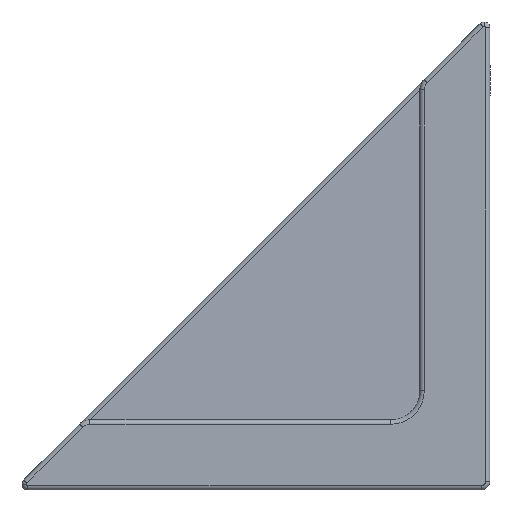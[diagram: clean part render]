
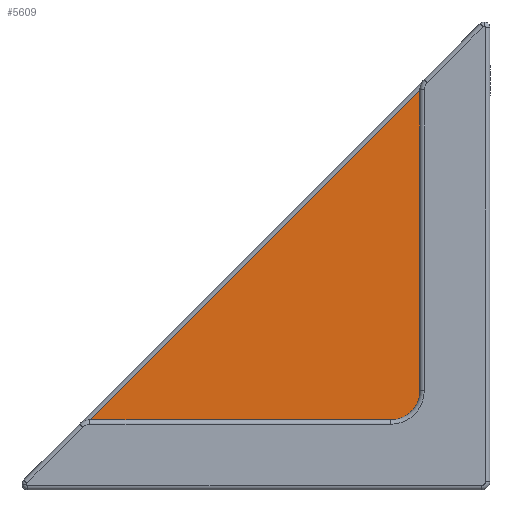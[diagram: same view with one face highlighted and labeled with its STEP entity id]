
A CAD part, left-side view. The second image highlights one B-rep face of the part: STEP entity #5609.
In plain terms, the highlighted planar face has unit normal (-1, 0.012, 0.012).
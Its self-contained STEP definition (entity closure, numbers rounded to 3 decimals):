
#218 = VECTOR ( 'NONE', #6113, 1000. ) ;
#957 = LINE ( 'NONE', #2555, #6231 ) ;
#1099 = DIRECTION ( 'NONE',  ( -0.012, -1., 0. ) ) ;
#1242 = DIRECTION ( 'NONE',  ( -1., 0.012, 0.012 ) ) ;
#1256 = VERTEX_POINT ( 'NONE', #4749 ) ;
#1690 = AXIS2_PLACEMENT_3D ( 'NONE', #3893, #1242, #3378 ) ;
#1758 = PLANE ( 'NONE',  #1690 ) ;
#2000 = LINE ( 'NONE', #3726, #2522 ) ;
#2170 = EDGE_CURVE ( 'NONE', #4509, #1256, #2000, .T. ) ;
#2434 = LINE ( 'NONE', #3980, #218 ) ;
#2522 = VECTOR ( 'NONE', #1099, 1000. ) ;
#2555 = CARTESIAN_POINT ( 'NONE',  ( -3.986, 8.981, 155.117 ) ) ;
#2770 = FACE_OUTER_BOUND ( 'NONE', #6288, .T. ) ;
#2927 = CARTESIAN_POINT ( 'NONE',  ( -4.026, 151.934, 8.981 ) ) ;
#3378 = DIRECTION ( 'NONE',  ( 0.012, 0., 1. ) ) ;
#3528 = ORIENTED_EDGE ( 'NONE', *, *, #4008, .T. ) ;
#3584 = EDGE_CURVE ( 'NONE', #4509, #6169, #2434, .T. ) ;
#3726 = CARTESIAN_POINT ( 'NONE',  ( -4.026, 151.934, 8.981 ) ) ;
#3893 = CARTESIAN_POINT ( 'NONE',  ( -4., 81.5, 81.5 ) ) ;
#3980 = CARTESIAN_POINT ( 'NONE',  ( -4.026, 80.458, 80.458 ) ) ;
#4008 = EDGE_CURVE ( 'NONE', #1256, #6169, #957, .T. ) ;
#4509 = VERTEX_POINT ( 'NONE', #2927 ) ;
#4749 = CARTESIAN_POINT ( 'NONE',  ( -5.79, 8.981, 8.981 ) ) ;
#5332 = DIRECTION ( 'NONE',  ( 0.012, 0., 1. ) ) ;
#5609 = ADVANCED_FACE ( 'NONE', ( #2770 ), #1758, .T. ) ;
#5954 = ORIENTED_EDGE ( 'NONE', *, *, #3584, .F. ) ;
#6113 = DIRECTION ( 'NONE',  ( 0., -0.707, 0.707 ) ) ;
#6169 = VERTEX_POINT ( 'NONE', #6716 ) ;
#6231 = VECTOR ( 'NONE', #5332, 1000. ) ;
#6268 = ORIENTED_EDGE ( 'NONE', *, *, #2170, .T. ) ;
#6288 = EDGE_LOOP ( 'NONE', ( #6268, #3528, #5954 ) ) ;
#6716 = CARTESIAN_POINT ( 'NONE',  ( -4.026, 8.981, 151.934 ) ) ;
